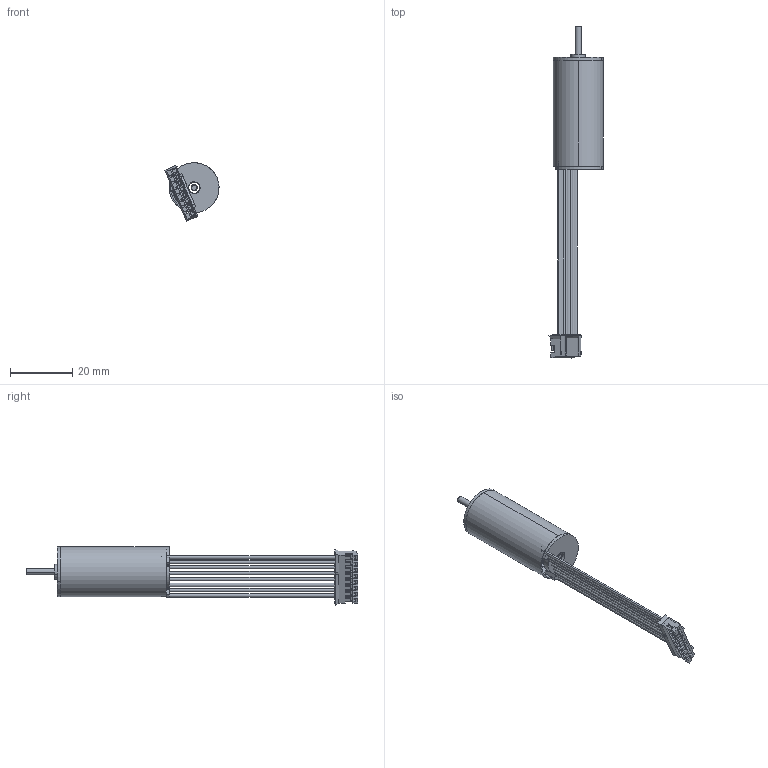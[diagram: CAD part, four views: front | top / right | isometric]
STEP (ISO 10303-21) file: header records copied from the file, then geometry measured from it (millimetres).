
FILE_DESCRIPTION (( 'STEP AP203' ), '1' );
FILE_NAME ('EC1636S.STEP', '2016-12-27T01:26:56', ( 'Sky123.Org' ), ( 'Sky123.Org' ), 'SwSTEP 2.0', 'SolidWorks 2013', '' );
FILE_SCHEMA (( 'CONFIG_CONTROL_DESIGN' ));
Length unit declared in the file: millimetre
Products named in the file (6): 01.07.0024 儂褲; 01.01.0028 ヶ傷裔; 01.02.0022 綴傷裔; 01.10.0136 粣; 01.14.0123 傷赽盄; EC1636S
Assembly tree (5 placements, depth 2):
  EC1636S
    01.07.0024 儂褲
    01.01.0028 ヶ傷裔
    01.02.0022 綴傷裔
    01.10.0136 粣
    01.14.0123 傷赽盄
Bounding box: 17.37 x 106.5 x 18.76 mm (x, y, z)
Volume: 2830.5 mm3; surface area: 8051.4 mm2
Topology: 13 solids, 13 shells, 580 faces, 1613 edges, 1063 vertices
Faces by surface type: plane 457, cylinder 107, cone 12, torus 4
Entity records: 19077 total; most frequent: CARTESIAN_POINT 3264, ORIENTED_EDGE 3226, DIRECTION 3021, EDGE_CURVE 1613, LINE 1381, VECTOR 1381, VERTEX_POINT 1063, AXIS2_PLACEMENT_3D 820
